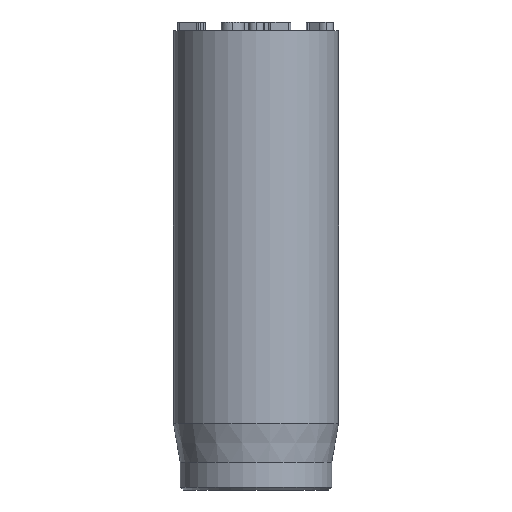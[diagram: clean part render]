
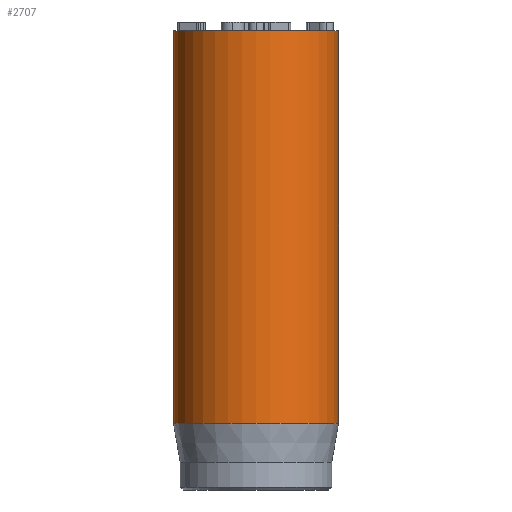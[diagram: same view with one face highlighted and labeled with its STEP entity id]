
A CAD part, front view. The second image highlights one B-rep face of the part: STEP entity #2707.
In plain terms, the highlighted cylindrical face has radius 3 mm (diameter 6 mm), a full revolution.
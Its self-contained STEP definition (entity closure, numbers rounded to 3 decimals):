
#47=CYLINDRICAL_SURFACE('',#2889,3.);
#65=CIRCLE('',#2887,3.);
#66=CIRCLE('',#2888,3.);
#67=CIRCLE('',#2890,3.);
#237=FACE_OUTER_BOUND('',#391,.T.);
#391=EDGE_LOOP('',(#2167,#2168,#2169,#2170,#2171));
#594=LINE('',#4609,#810);
#810=VECTOR('',#3193,3.);
#1223=VERTEX_POINT('',#4601);
#1224=VERTEX_POINT('',#4602);
#1225=VERTEX_POINT('',#4607);
#1578=EDGE_CURVE('',#1223,#1224,#65,.T.);
#1579=EDGE_CURVE('',#1224,#1223,#66,.T.);
#1581=EDGE_CURVE('',#1225,#1225,#67,.T.);
#1582=EDGE_CURVE('',#1225,#1223,#594,.T.);
#2167=ORIENTED_EDGE('',*,*,#1581,.T.);
#2168=ORIENTED_EDGE('',*,*,#1582,.T.);
#2169=ORIENTED_EDGE('',*,*,#1578,.T.);
#2170=ORIENTED_EDGE('',*,*,#1579,.T.);
#2171=ORIENTED_EDGE('',*,*,#1582,.F.);
#2707=ADVANCED_FACE('',(#237),#47,.T.);
#2887=AXIS2_PLACEMENT_3D('',#4603,#3184,#3185);
#2888=AXIS2_PLACEMENT_3D('',#4604,#3186,#3187);
#2889=AXIS2_PLACEMENT_3D('',#4606,#3189,#3190);
#2890=AXIS2_PLACEMENT_3D('',#4608,#3191,#3192);
#3184=DIRECTION('center_axis',(0.,0.,1.));
#3185=DIRECTION('ref_axis',(-1.,0.,0.));
#3186=DIRECTION('center_axis',(0.,0.,1.));
#3187=DIRECTION('ref_axis',(-1.,0.,0.));
#3189=DIRECTION('center_axis',(0.,0.,1.));
#3190=DIRECTION('ref_axis',(-1.,0.,0.));
#3191=DIRECTION('center_axis',(0.,0.,-1.));
#3192=DIRECTION('ref_axis',(-1.,0.,0.));
#3193=DIRECTION('',(0.,0.,-1.));
#4601=CARTESIAN_POINT('',(3.,0.,2.418));
#4602=CARTESIAN_POINT('',(-3.,0.,2.418));
#4603=CARTESIAN_POINT('Origin',(0.,0.,2.418));
#4604=CARTESIAN_POINT('Origin',(0.,0.,2.418));
#4606=CARTESIAN_POINT('Origin',(0.,0.,0.));
#4607=CARTESIAN_POINT('',(3.,0.,16.7));
#4608=CARTESIAN_POINT('Origin',(0.,0.,16.7));
#4609=CARTESIAN_POINT('',(3.,0.,0.));
